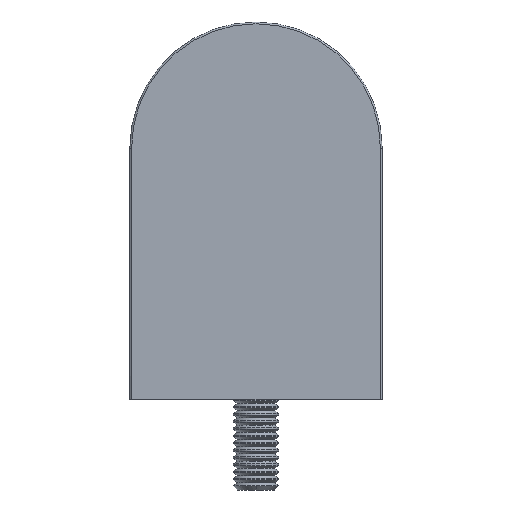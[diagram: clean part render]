
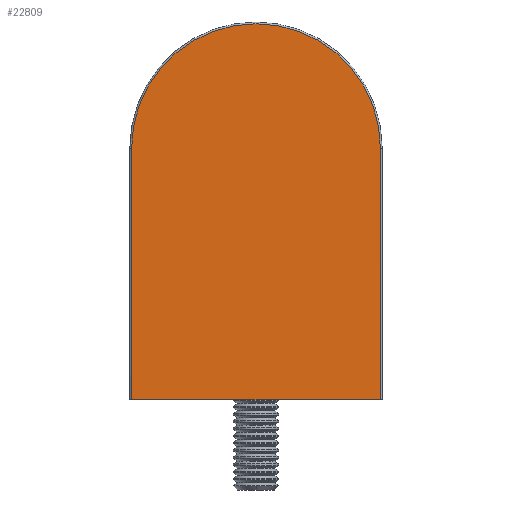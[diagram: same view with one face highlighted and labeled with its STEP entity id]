
A CAD part, left-side view. The second image highlights one B-rep face of the part: STEP entity #22809.
In plain terms, the highlighted planar face has unit normal (-1, 0, 0).
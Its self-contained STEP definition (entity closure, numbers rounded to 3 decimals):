
#428 = EDGE_LOOP ( 'NONE', ( #46894, #13456, #38682, #9877 ) ) ;
#2692 = DIRECTION ( 'NONE',  ( 0., -1., 0. ) ) ;
#4091 = DIRECTION ( 'NONE',  ( 0., 0., -1. ) ) ;
#4458 = CARTESIAN_POINT ( 'NONE',  ( 0., 0., 26. ) ) ;
#7580 = LINE ( 'NONE', #28909, #28389 ) ;
#9877 = ORIENTED_EDGE ( 'NONE', *, *, #50944, .T. ) ;
#13456 = ORIENTED_EDGE ( 'NONE', *, *, #29798, .T. ) ;
#15497 = VERTEX_POINT ( 'NONE', #42387 ) ;
#17296 = CARTESIAN_POINT ( 'NONE',  ( 0., 0., 26. ) ) ;
#17852 = EDGE_CURVE ( 'NONE', #36559, #15497, #37246, .T. ) ;
#21175 = DIRECTION ( 'NONE',  ( -1., 0., 0. ) ) ;
#22809 = ADVANCED_FACE ( 'NONE', ( #44557 ), #39218, .F. ) ;
#22975 = CARTESIAN_POINT ( 'NONE',  ( 0., 13.8, 26. ) ) ;
#23612 = VERTEX_POINT ( 'NONE', #28801 ) ;
#24697 = CARTESIAN_POINT ( 'NONE',  ( 0., -13.8, 26. ) ) ;
#24862 = CIRCLE ( 'NONE', #43688, 13.8 ) ;
#24884 = DIRECTION ( 'NONE',  ( 0., 0., 1. ) ) ;
#28389 = VECTOR ( 'NONE', #2692, 1000. ) ;
#28729 = CARTESIAN_POINT ( 'NONE',  ( 0., 13.8, 26. ) ) ;
#28801 = CARTESIAN_POINT ( 'NONE',  ( 0., 13.8, -1.867 ) ) ;
#28909 = CARTESIAN_POINT ( 'NONE',  ( 0., -14., -1.867 ) ) ;
#29798 = EDGE_CURVE ( 'NONE', #23612, #36559, #7580, .T. ) ;
#32182 = EDGE_CURVE ( 'NONE', #57174, #23612, #45638, .T. ) ;
#32408 = VECTOR ( 'NONE', #55551, 1000. ) ;
#33713 = CARTESIAN_POINT ( 'NONE',  ( 0., -13.8, -1.867 ) ) ;
#35148 = DIRECTION ( 'NONE',  ( 0., 0., -1. ) ) ;
#36559 = VERTEX_POINT ( 'NONE', #33713 ) ;
#36600 = VECTOR ( 'NONE', #24884, 1000. ) ;
#37246 = LINE ( 'NONE', #24697, #36600 ) ;
#38682 = ORIENTED_EDGE ( 'NONE', *, *, #17852, .T. ) ;
#39218 = PLANE ( 'NONE',  #53388 ) ;
#42387 = CARTESIAN_POINT ( 'NONE',  ( 0., -13.8, 26. ) ) ;
#43688 = AXIS2_PLACEMENT_3D ( 'NONE', #17296, #21175, #4091 ) ;
#44557 = FACE_OUTER_BOUND ( 'NONE', #428, .T. ) ;
#45638 = LINE ( 'NONE', #28729, #32408 ) ;
#46894 = ORIENTED_EDGE ( 'NONE', *, *, #32182, .T. ) ;
#48168 = DIRECTION ( 'NONE',  ( 1., 0., 0. ) ) ;
#50944 = EDGE_CURVE ( 'NONE', #15497, #57174, #24862, .T. ) ;
#53388 = AXIS2_PLACEMENT_3D ( 'NONE', #4458, #48168, #35148 ) ;
#55551 = DIRECTION ( 'NONE',  ( 0., 0., -1. ) ) ;
#57174 = VERTEX_POINT ( 'NONE', #22975 ) ;
